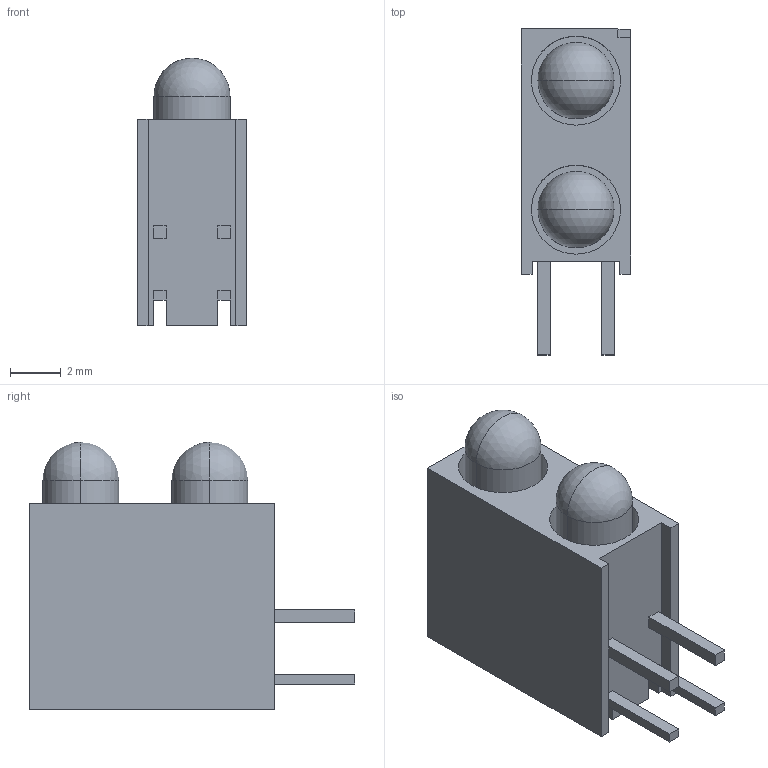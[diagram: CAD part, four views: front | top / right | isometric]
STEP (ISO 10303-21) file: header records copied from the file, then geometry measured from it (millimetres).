
FILE_DESCRIPTION (( 'STEP AP203' ), '1' );
FILE_NAME ('553-0711 for reference only.STEP', '2017-10-18T15:42:42', ( '' ), ( '' ), 'SwSTEP 2.0', 'SolidWorks 2016', '' );
FILE_SCHEMA (( 'CONFIG_CONTROL_DESIGN' ));
Length unit declared in the file: inch
Products named in the file (1): 553-0711 for reference only
Bounding box: 4.32 x 12.83 x 10.54 mm (x, y, z)
Volume: 311.3 mm3; surface area: 677.1 mm2
Topology: 1 solids, 1 shells, 53 faces, 137 edges, 88 vertices
Faces by surface type: plane 41, cylinder 8, sphere 4
Entity records: 1614 total; most frequent: CARTESIAN_POINT 267, ORIENTED_EDGE 258, DIRECTION 257, EDGE_CURVE 129, VECTOR 109, LINE 109, VERTEX_POINT 84, AXIS2_PLACEMENT_3D 74
